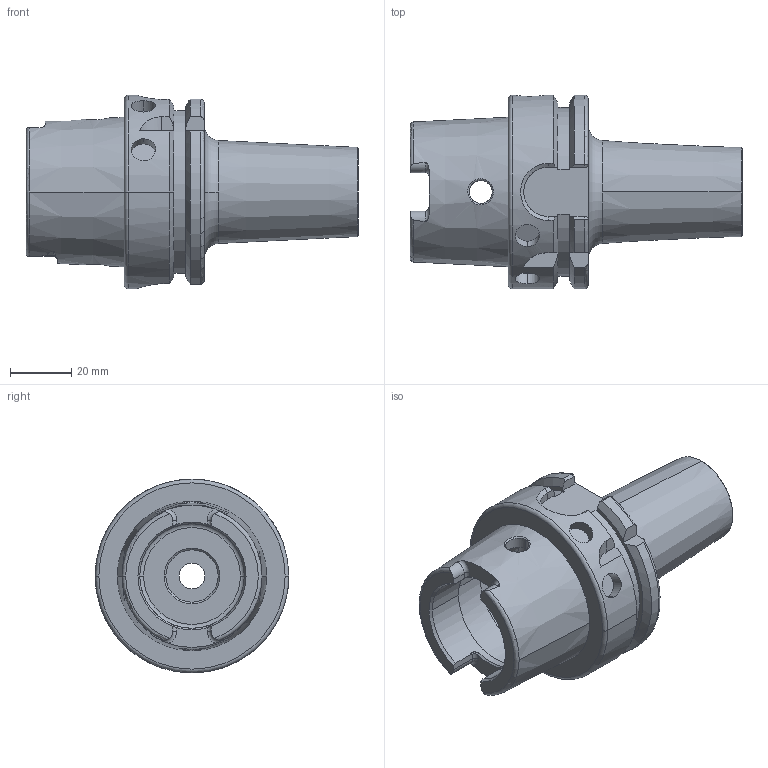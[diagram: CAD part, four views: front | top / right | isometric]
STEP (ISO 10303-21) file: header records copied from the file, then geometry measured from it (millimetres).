
FILE_DESCRIPTION (( 'STEP AP214' ), '1' );
FILE_NAME ('9163a-es8m16050.STEP', '2020-12-11T11:28:55', ( '' ), ( '' ), 'SwSTEP 2.0', 'SolidWorks 2018', '' );
FILE_SCHEMA (( 'AUTOMOTIVE_DESIGN' ));
Length unit declared in the file: millimetre
Products named in the file (1): 9163a-es8m16050
Bounding box: 108 x 63 x 63 mm (x, y, z)
Volume: 113146 mm3; surface area: 28886.9 mm2
Topology: 1 solids, 1 shells, 170 faces, 433 edges, 270 vertices
Faces by surface type: cylinder 51, plane 51, cone 29, torus 25, bspline 14
Entity records: 6904 total; most frequent: CARTESIAN_POINT 2611, ORIENTED_EDGE 862, DIRECTION 788, EDGE_CURVE 431, AXIS2_PLACEMENT_3D 318, VERTEX_POINT 270, EDGE_LOOP 183, ADVANCED_FACE 170
